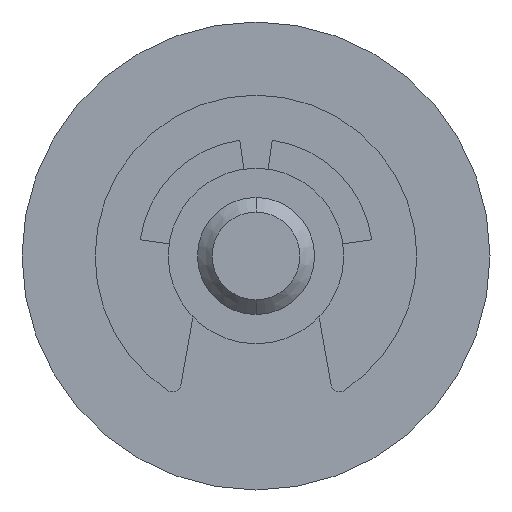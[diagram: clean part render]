
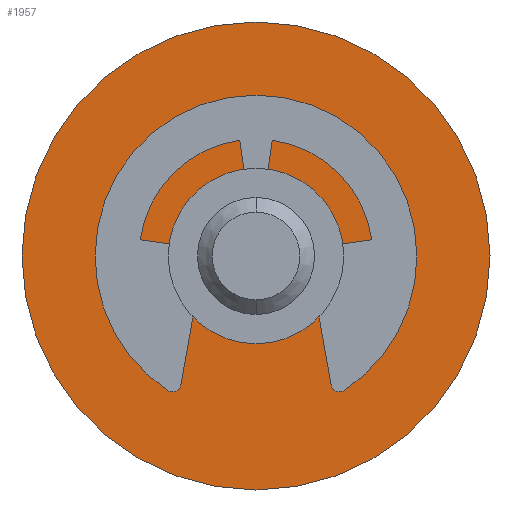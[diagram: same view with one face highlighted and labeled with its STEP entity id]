
A CAD part, front view. The second image highlights one B-rep face of the part: STEP entity #1957.
In plain terms, the highlighted face is planar.
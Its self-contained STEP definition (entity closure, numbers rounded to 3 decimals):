
#16 = VERTEX_POINT ( 'NONE', #717 ) ;
#184 = AXIS2_PLACEMENT_3D ( 'NONE', #898, #1671, #809 ) ;
#219 = VERTEX_POINT ( 'NONE', #670 ) ;
#262 = CARTESIAN_POINT ( 'NONE',  ( 0., 0., 0.75 ) ) ;
#269 = CIRCLE ( 'NONE', #352, 8. ) ;
#318 = DIRECTION ( 'NONE',  ( 1., 0., 0. ) ) ;
#352 = AXIS2_PLACEMENT_3D ( 'NONE', #1354, #442, #866 ) ;
#434 = ORIENTED_EDGE ( 'NONE', *, *, #1397, .T. ) ;
#442 = DIRECTION ( 'NONE',  ( 0., 0., 1. ) ) ;
#549 = AXIS2_PLACEMENT_3D ( 'NONE', #617, #2317, #1153 ) ;
#578 = CARTESIAN_POINT ( 'NONE',  ( 3., 0., 0.75 ) ) ;
#585 = AXIS2_PLACEMENT_3D ( 'NONE', #262, #1053, #1821 ) ;
#617 = CARTESIAN_POINT ( 'NONE',  ( 0., 0., 0.75 ) ) ;
#652 = CARTESIAN_POINT ( 'NONE',  ( 0., 0., 0.75 ) ) ;
#670 = CARTESIAN_POINT ( 'NONE',  ( -8., 0., 0.75 ) ) ;
#717 = CARTESIAN_POINT ( 'NONE',  ( -3., 0., 0.75 ) ) ;
#809 = DIRECTION ( 'NONE',  ( 1., 0., 0. ) ) ;
#865 = CIRCLE ( 'NONE', #549, 3. ) ;
#866 = DIRECTION ( 'NONE',  ( 1., 0., 0. ) ) ;
#898 = CARTESIAN_POINT ( 'NONE',  ( 0., 0., 0.75 ) ) ;
#902 = AXIS2_PLACEMENT_3D ( 'NONE', #652, #1238, #318 ) ;
#1040 = FACE_OUTER_BOUND ( 'NONE', #1405, .T. ) ;
#1053 = DIRECTION ( 'NONE',  ( 0., 0., 1. ) ) ;
#1153 = DIRECTION ( 'NONE',  ( 1., 0., 0. ) ) ;
#1193 = EDGE_LOOP ( 'NONE', ( #1998, #1316 ) ) ;
#1238 = DIRECTION ( 'NONE',  ( 0., 0., 1. ) ) ;
#1316 = ORIENTED_EDGE ( 'NONE', *, *, #1331, .F. ) ;
#1331 = EDGE_CURVE ( 'NONE', #1736, #16, #865, .T. ) ;
#1354 = CARTESIAN_POINT ( 'NONE',  ( 0., 0., 0.75 ) ) ;
#1379 = ORIENTED_EDGE ( 'NONE', *, *, #1990, .T. ) ;
#1397 = EDGE_CURVE ( 'NONE', #2423, #219, #269, .T. ) ;
#1405 = EDGE_LOOP ( 'NONE', ( #1379, #434 ) ) ;
#1510 = CIRCLE ( 'NONE', #585, 8. ) ;
#1671 = DIRECTION ( 'NONE',  ( 0., 0., 1. ) ) ;
#1736 = VERTEX_POINT ( 'NONE', #578 ) ;
#1809 = PLANE ( 'NONE',  #902 ) ;
#1821 = DIRECTION ( 'NONE',  ( 1., 0., 0. ) ) ;
#1957 = ADVANCED_FACE ( 'NONE', ( #1040, #2368 ), #1809, .T. ) ;
#1990 = EDGE_CURVE ( 'NONE', #219, #2423, #1510, .T. ) ;
#1998 = ORIENTED_EDGE ( 'NONE', *, *, #2167, .F. ) ;
#2015 = CARTESIAN_POINT ( 'NONE',  ( 8., 0., 0.75 ) ) ;
#2039 = CIRCLE ( 'NONE', #184, 3. ) ;
#2167 = EDGE_CURVE ( 'NONE', #16, #1736, #2039, .T. ) ;
#2317 = DIRECTION ( 'NONE',  ( 0., 0., 1. ) ) ;
#2368 = FACE_BOUND ( 'NONE', #1193, .T. ) ;
#2423 = VERTEX_POINT ( 'NONE', #2015 ) ;
